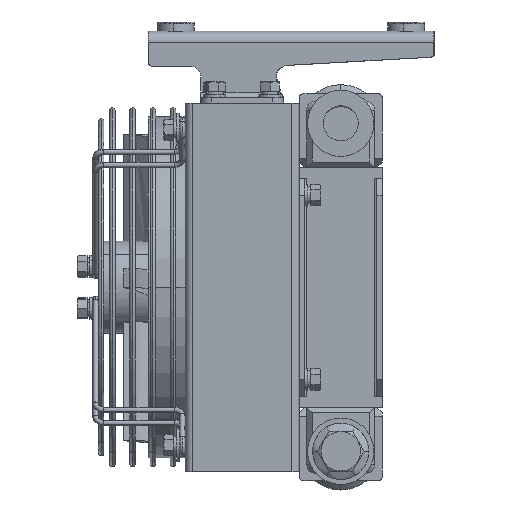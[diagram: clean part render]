
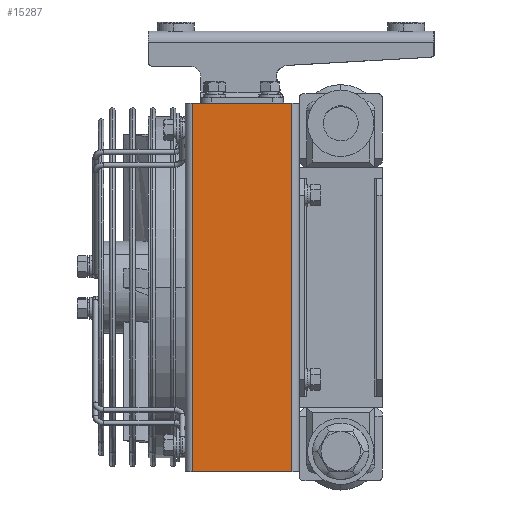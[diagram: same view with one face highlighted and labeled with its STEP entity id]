
A CAD part, front view. The second image highlights one B-rep face of the part: STEP entity #15287.
In plain terms, the highlighted face is planar.
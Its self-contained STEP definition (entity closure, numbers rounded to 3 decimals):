
#134 = CARTESIAN_POINT ( 'NONE',  ( -2., 0., 0. ) ) ;
#520 = DIRECTION ( 'NONE',  ( -1., 0., 0. ) ) ;
#856 = LINE ( 'NONE', #4738, #9774 ) ;
#1104 = LINE ( 'NONE', #18742, #14986 ) ;
#1196 = CARTESIAN_POINT ( 'NONE',  ( -2., -56., 0. ) ) ;
#2303 = PLANE ( 'NONE',  #13459 ) ;
#4243 = ORIENTED_EDGE ( 'NONE', *, *, #16642, .F. ) ;
#4351 = CARTESIAN_POINT ( 'NONE',  ( -2., -56., 200. ) ) ;
#4738 = CARTESIAN_POINT ( 'NONE',  ( -2., 0., 200. ) ) ;
#6448 = VERTEX_POINT ( 'NONE', #12145 ) ;
#6763 = ORIENTED_EDGE ( 'NONE', *, *, #17112, .F. ) ;
#7603 = ORIENTED_EDGE ( 'NONE', *, *, #7712, .F. ) ;
#7623 = VERTEX_POINT ( 'NONE', #1196 ) ;
#7654 = CARTESIAN_POINT ( 'NONE',  ( -2., -2., 200. ) ) ;
#7712 = EDGE_CURVE ( 'NONE', #18197, #7623, #1104, .T. ) ;
#8159 = CARTESIAN_POINT ( 'NONE',  ( -2., -2., 200. ) ) ;
#8501 = EDGE_CURVE ( 'NONE', #18197, #17928, #856, .T. ) ;
#8803 = ORIENTED_EDGE ( 'NONE', *, *, #8501, .T. ) ;
#9467 = CARTESIAN_POINT ( 'NONE',  ( -2., 0., 200. ) ) ;
#9774 = VECTOR ( 'NONE', #16732, 1000. ) ;
#10051 = LINE ( 'NONE', #8159, #16096 ) ;
#11793 = DIRECTION ( 'NONE',  ( 0., 0., -1. ) ) ;
#12145 = CARTESIAN_POINT ( 'NONE',  ( -2., -2., 0. ) ) ;
#13112 = DIRECTION ( 'NONE',  ( 0., -1., 0. ) ) ;
#13459 = AXIS2_PLACEMENT_3D ( 'NONE', #9467, #520, #13112 ) ;
#14462 = DIRECTION ( 'NONE',  ( 0., 1., 0. ) ) ;
#14961 = FACE_OUTER_BOUND ( 'NONE', #21482, .T. ) ;
#14986 = VECTOR ( 'NONE', #11793, 1000. ) ;
#15287 = ADVANCED_FACE ( 'NONE', ( #14961 ), #2303, .T. ) ;
#16096 = VECTOR ( 'NONE', #22633, 1000. ) ;
#16642 = EDGE_CURVE ( 'NONE', #6448, #17928, #10051, .T. ) ;
#16732 = DIRECTION ( 'NONE',  ( 0., 1., 0. ) ) ;
#17112 = EDGE_CURVE ( 'NONE', #7623, #6448, #19081, .T. ) ;
#17928 = VERTEX_POINT ( 'NONE', #7654 ) ;
#18197 = VERTEX_POINT ( 'NONE', #4351 ) ;
#18742 = CARTESIAN_POINT ( 'NONE',  ( -2., -56., 200. ) ) ;
#18747 = VECTOR ( 'NONE', #14462, 1000. ) ;
#19081 = LINE ( 'NONE', #134, #18747 ) ;
#21482 = EDGE_LOOP ( 'NONE', ( #6763, #7603, #8803, #4243 ) ) ;
#22633 = DIRECTION ( 'NONE',  ( 0., 0., 1. ) ) ;
